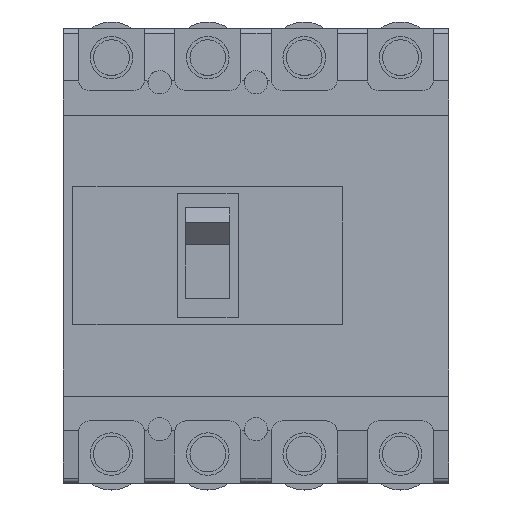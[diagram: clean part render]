
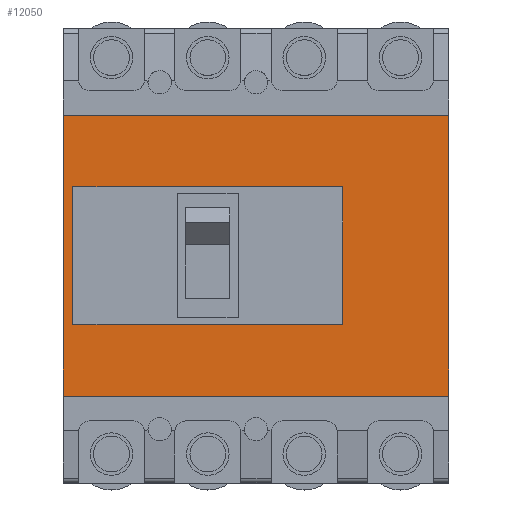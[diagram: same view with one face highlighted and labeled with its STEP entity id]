
A CAD part, top view. The second image highlights one B-rep face of the part: STEP entity #12050.
In plain terms, the highlighted planar face has unit normal (0, 0, 1).
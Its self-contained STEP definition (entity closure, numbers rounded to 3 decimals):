
#329 = DIRECTION ( 'NONE',  ( 1., 0., 0. ) ) ;
#787 = VERTEX_POINT ( 'NONE', #8612 ) ;
#1056 = VERTEX_POINT ( 'NONE', #13627 ) ;
#1493 = FACE_OUTER_BOUND ( 'NONE', #13329, .T. ) ;
#1540 = VECTOR ( 'NONE', #18742, 1000. ) ;
#2161 = VECTOR ( 'NONE', #19667, 1000. ) ;
#2236 = EDGE_CURVE ( 'NONE', #5866, #4534, #6111, .T. ) ;
#2305 = LINE ( 'NONE', #10596, #15458 ) ;
#2345 = CARTESIAN_POINT ( 'NONE',  ( -49., 25., 68. ) ) ;
#2701 = CARTESIAN_POINT ( 'NONE',  ( 49., 25., 68. ) ) ;
#2831 = EDGE_CURVE ( 'NONE', #5866, #11737, #21969, .T. ) ;
#3781 = VECTOR ( 'NONE', #9676, 1000. ) ;
#4534 = VERTEX_POINT ( 'NONE', #15276 ) ;
#4835 = CARTESIAN_POINT ( 'NONE',  ( -52.5, 51., 68. ) ) ;
#4987 = VERTEX_POINT ( 'NONE', #7430 ) ;
#5367 = CARTESIAN_POINT ( 'NONE',  ( -52.5, 82.5, 68. ) ) ;
#5530 = FACE_BOUND ( 'NONE', #17048, .T. ) ;
#5866 = VERTEX_POINT ( 'NONE', #4835 ) ;
#5947 = VECTOR ( 'NONE', #17181, 1000. ) ;
#6108 = CARTESIAN_POINT ( 'NONE',  ( 49., 25., 68. ) ) ;
#6111 = LINE ( 'NONE', #15307, #1540 ) ;
#6748 = PLANE ( 'NONE',  #10132 ) ;
#6818 = DIRECTION ( 'NONE',  ( 1., 0., 0. ) ) ;
#7001 = VECTOR ( 'NONE', #16339, 1000. ) ;
#7055 = DIRECTION ( 'NONE',  ( 0., -1., 0. ) ) ;
#7430 = CARTESIAN_POINT ( 'NONE',  ( -49., -25., 68. ) ) ;
#7571 = LINE ( 'NONE', #6108, #7001 ) ;
#7758 = EDGE_CURVE ( 'NONE', #1056, #17437, #7571, .T. ) ;
#7943 = CARTESIAN_POINT ( 'NONE',  ( -49., 25., 68. ) ) ;
#8174 = EDGE_CURVE ( 'NONE', #787, #4987, #18812, .T. ) ;
#8612 = CARTESIAN_POINT ( 'NONE',  ( -49., 25., 68. ) ) ;
#9413 = ORIENTED_EDGE ( 'NONE', *, *, #12137, .T. ) ;
#9676 = DIRECTION ( 'NONE',  ( -1., 0., 0. ) ) ;
#9725 = EDGE_CURVE ( 'NONE', #20930, #4534, #19122, .T. ) ;
#10132 = AXIS2_PLACEMENT_3D ( 'NONE', #11967, #17136, #6818 ) ;
#10404 = ORIENTED_EDGE ( 'NONE', *, *, #8174, .F. ) ;
#10596 = CARTESIAN_POINT ( 'NONE',  ( -62.5, -51., 68. ) ) ;
#11283 = LINE ( 'NONE', #21409, #2161 ) ;
#11737 = VERTEX_POINT ( 'NONE', #21397 ) ;
#11967 = CARTESIAN_POINT ( 'NONE',  ( 0., 0., 68. ) ) ;
#12050 = ADVANCED_FACE ( 'NONE', ( #1493, #5530 ), #6748, .T. ) ;
#12137 = EDGE_CURVE ( 'NONE', #11737, #20930, #2305, .T. ) ;
#12164 = ORIENTED_EDGE ( 'NONE', *, *, #9725, .T. ) ;
#12597 = ORIENTED_EDGE ( 'NONE', *, *, #7758, .F. ) ;
#12934 = LINE ( 'NONE', #7943, #3781 ) ;
#13329 = EDGE_LOOP ( 'NONE', ( #9413, #12164, #15147, #21180 ) ) ;
#13627 = CARTESIAN_POINT ( 'NONE',  ( 49., -25., 68. ) ) ;
#13711 = VECTOR ( 'NONE', #14354, 1000. ) ;
#14354 = DIRECTION ( 'NONE',  ( 0., -1., 0. ) ) ;
#15147 = ORIENTED_EDGE ( 'NONE', *, *, #2236, .F. ) ;
#15276 = CARTESIAN_POINT ( 'NONE',  ( 87.5, 51., 68. ) ) ;
#15307 = CARTESIAN_POINT ( 'NONE',  ( -62.5, 51., 68. ) ) ;
#15458 = VECTOR ( 'NONE', #329, 1000. ) ;
#15540 = CARTESIAN_POINT ( 'NONE',  ( 87.5, 82.5, 68. ) ) ;
#16339 = DIRECTION ( 'NONE',  ( 0., 1., 0. ) ) ;
#17048 = EDGE_LOOP ( 'NONE', ( #19279, #10404, #20373, #12597 ) ) ;
#17136 = DIRECTION ( 'NONE',  ( 0., 0., 1. ) ) ;
#17181 = DIRECTION ( 'NONE',  ( 0., 1., 0. ) ) ;
#17437 = VERTEX_POINT ( 'NONE', #2701 ) ;
#17506 = EDGE_CURVE ( 'NONE', #17437, #787, #12934, .T. ) ;
#17921 = VECTOR ( 'NONE', #7055, 1000. ) ;
#17972 = EDGE_CURVE ( 'NONE', #4987, #1056, #11283, .T. ) ;
#18742 = DIRECTION ( 'NONE',  ( 1., 0., 0. ) ) ;
#18812 = LINE ( 'NONE', #2345, #13711 ) ;
#19122 = LINE ( 'NONE', #15540, #5947 ) ;
#19279 = ORIENTED_EDGE ( 'NONE', *, *, #17972, .F. ) ;
#19667 = DIRECTION ( 'NONE',  ( 1., 0., 0. ) ) ;
#20132 = CARTESIAN_POINT ( 'NONE',  ( 87.5, -51., 68. ) ) ;
#20373 = ORIENTED_EDGE ( 'NONE', *, *, #17506, .F. ) ;
#20930 = VERTEX_POINT ( 'NONE', #20132 ) ;
#21180 = ORIENTED_EDGE ( 'NONE', *, *, #2831, .T. ) ;
#21397 = CARTESIAN_POINT ( 'NONE',  ( -52.5, -51., 68. ) ) ;
#21409 = CARTESIAN_POINT ( 'NONE',  ( -49., -25., 68. ) ) ;
#21969 = LINE ( 'NONE', #5367, #17921 ) ;
